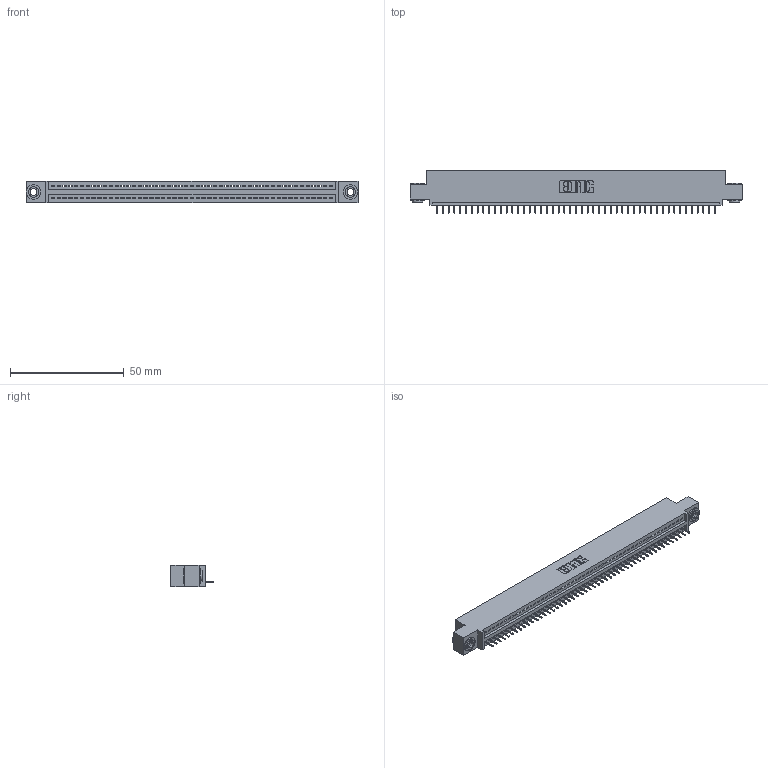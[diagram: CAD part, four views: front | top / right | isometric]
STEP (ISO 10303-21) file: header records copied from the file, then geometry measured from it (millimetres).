
FILE_DESCRIPTION (( 'STEP AP203' ), '1' );
FILE_NAME ('845-049-525-403.STEP', '2020-09-23T09:05:23', ( '' ), ( '' ), 'SwSTEP 2.0', 'SolidWorks 2020', '' );
FILE_SCHEMA (( 'CONFIG_CONTROL_DESIGN' ));
Length unit declared in the file: inch
Products named in the file (4): 845 Part_0.110 Offset - 0.156 Dia-TH; 845-049-525-403; 345-250-002_345-250-002-102; 345-292-001_345-293-125
Assembly tree (52 placements, depth 2):
  845-049-525-403
    845 Part_0.110 Offset - 0.156 Dia-TH
    345-292-001_345-293-125  x49
    345-250-002_345-250-002-102  x2
Bounding box: 145.67 x 18.72 x 9.4 mm (x, y, z)
Volume: 13639.1 mm3; surface area: 17849.5 mm2
Topology: 52 solids, 52 shells, 3206 faces, 9249 edges, 5966 vertices
Faces by surface type: plane 2348, cylinder 850, cone 8
Entity records: 36792 total; most frequent: CARTESIAN_POINT 6350, ORIENTED_EDGE 6326, DIRECTION 5567, EDGE_CURVE 3163, LINE 2815, VECTOR 2815, VERTEX_POINT 2102, AXIS2_PLACEMENT_3D 1376
